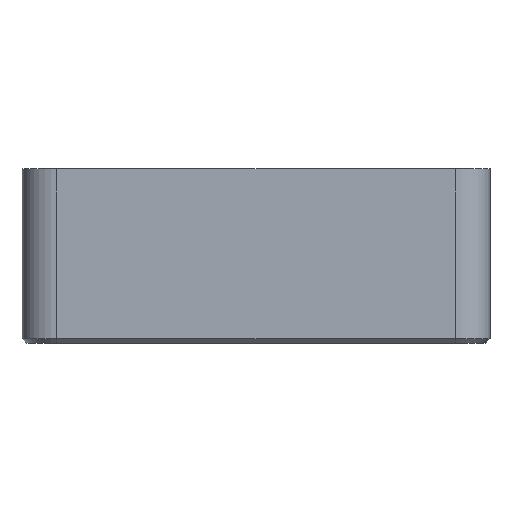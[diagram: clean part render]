
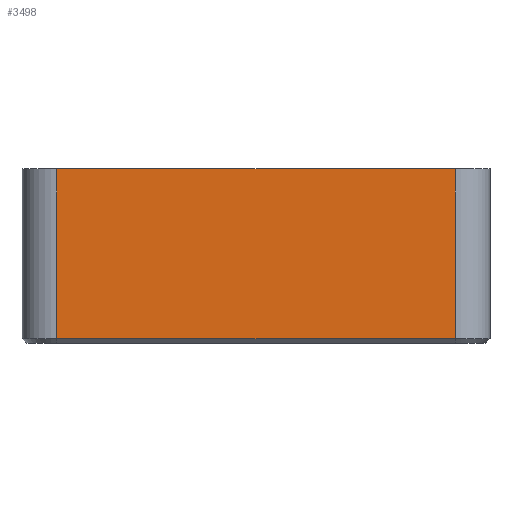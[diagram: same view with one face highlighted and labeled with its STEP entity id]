
A CAD part, front view. The second image highlights one B-rep face of the part: STEP entity #3498.
In plain terms, the highlighted planar face has unit normal (0, -1, 0).
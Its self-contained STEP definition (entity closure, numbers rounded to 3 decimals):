
#254=LINE('',#6913,#465);
#261=LINE('',#6934,#472);
#263=LINE('',#6940,#474);
#264=LINE('',#6941,#475);
#465=VECTOR('',#4626,10.);
#472=VECTOR('',#4651,10.);
#474=VECTOR('',#4657,10.);
#475=VECTOR('',#4658,10.);
#935=FACE_OUTER_BOUND('',#1268,.T.);
#1268=EDGE_LOOP('',(#3088,#3089,#3090,#3091));
#1801=VERTEX_POINT('',#6907);
#1802=VERTEX_POINT('',#6911);
#1807=VERTEX_POINT('',#6933);
#1809=VERTEX_POINT('',#6939);
#2242=EDGE_CURVE('',#1801,#1802,#254,.T.);
#2252=EDGE_CURVE('',#1802,#1807,#261,.T.);
#2255=EDGE_CURVE('',#1801,#1809,#263,.T.);
#2256=EDGE_CURVE('',#1807,#1809,#264,.T.);
#3088=ORIENTED_EDGE('',*,*,#2242,.F.);
#3089=ORIENTED_EDGE('',*,*,#2255,.T.);
#3090=ORIENTED_EDGE('',*,*,#2256,.F.);
#3091=ORIENTED_EDGE('',*,*,#2252,.F.);
#3340=PLANE('',#3852);
#3498=ADVANCED_FACE('',(#935),#3340,.T.);
#3852=AXIS2_PLACEMENT_3D('',#6938,#4655,#4656);
#4626=DIRECTION('',(-1.,0.,0.));
#4651=DIRECTION('',(0.,0.,1.));
#4655=DIRECTION('center_axis',(0.,-1.,0.));
#4656=DIRECTION('ref_axis',(1.,0.,0.));
#4657=DIRECTION('',(0.,0.,1.));
#4658=DIRECTION('',(1.,0.,0.));
#6907=CARTESIAN_POINT('',(-4.,0.,-19.5));
#6911=CARTESIAN_POINT('',(-49.72,0.,-19.5));
#6913=CARTESIAN_POINT('',(-38.29,0.,-19.5));
#6933=CARTESIAN_POINT('',(-49.72,0.,0.));
#6934=CARTESIAN_POINT('',(-49.72,0.,-20.));
#6938=CARTESIAN_POINT('Origin',(-49.72,0.,-20.));
#6939=CARTESIAN_POINT('',(-4.,0.,0.));
#6940=CARTESIAN_POINT('',(-4.,0.,-20.));
#6941=CARTESIAN_POINT('',(-38.29,0.,0.));
